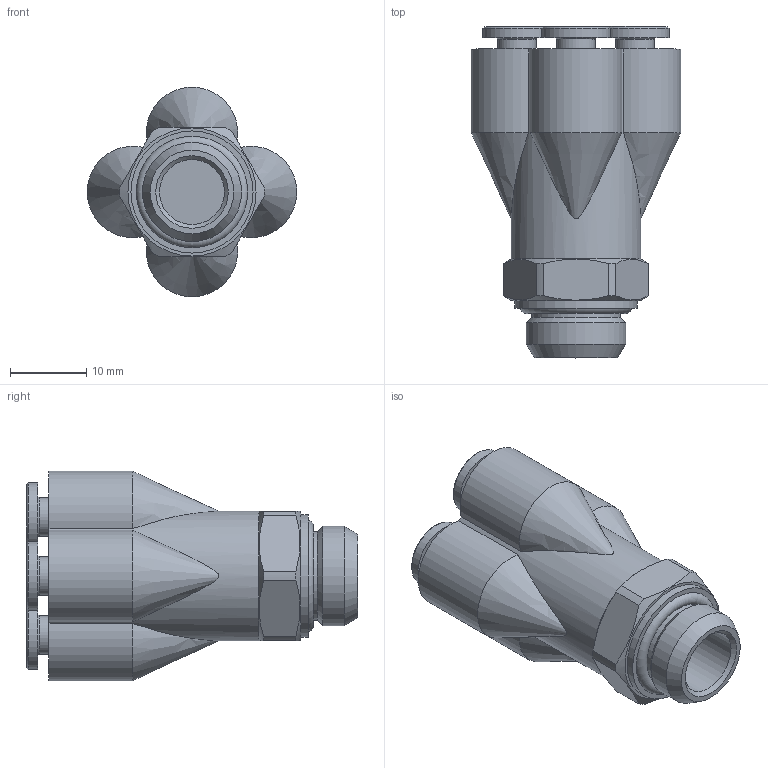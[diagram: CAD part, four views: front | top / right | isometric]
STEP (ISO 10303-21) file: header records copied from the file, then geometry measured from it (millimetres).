
FILE_DESCRIPTION( ( 'STEP AP214' ), '1' );
FILE_NAME( 'psolqas_20084_0.stp', '2021-03-04T17:13:29', ( 'License CC BY-ND 4.0' ), ( 'CADENAS' ), ' ', 'PARTsolutions', ' ' );
FILE_SCHEMA( ( 'AUTOMOTIVE_DESIGN { 1 0 10303 214 1 1 1 1 }' ) );
Length unit declared in the file: metre
Products named in the file (1): NONE
Bounding box: 27.45 x 43.5 x 27.45 mm (x, y, z)
Volume: 9715.1 mm3; surface area: 6037.2 mm2
Topology: 1 solids, 5 shells, 796 faces, 2098 edges, 1398 vertices
Faces by surface type: plane 450, bspline 248, cylinder 76, cone 21, torus 1
Full cylindrical faces by diameter (mm): 3.2 x4, 3.5 x1, 4.15 x4, 5.1 x4, 8.5 x1, 9 x4, 11.6 x1, 13 x1, 16 x1, 17 x1
Entity records: 43940 total; most frequent: CARTESIAN_POINT 19645, ORIENTED_EDGE 4088, DIRECTION 2814, EDGE_CURVE 2044, VERTEX_POINT 1384, LINE 1332, VECTOR 1332, EDGE_LOOP 930
